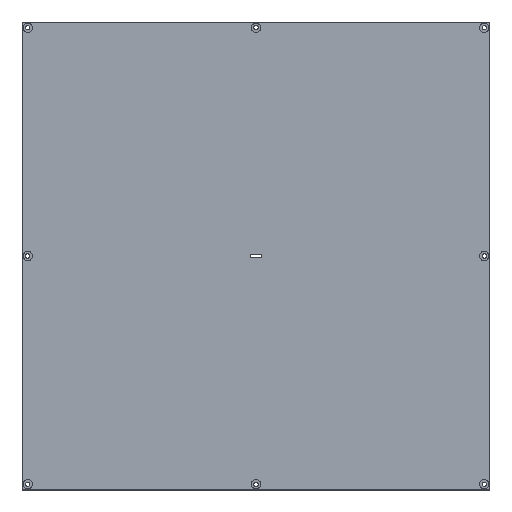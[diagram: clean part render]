
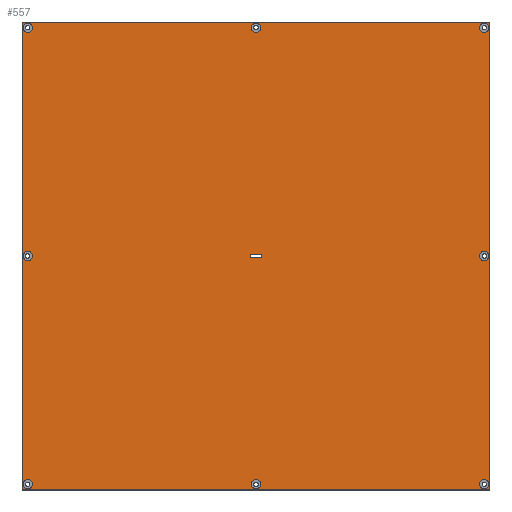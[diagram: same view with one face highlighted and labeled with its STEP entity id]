
A CAD part, top view. The second image highlights one B-rep face of the part: STEP entity #557.
In plain terms, the highlighted planar face has unit normal (0, 0, 1).
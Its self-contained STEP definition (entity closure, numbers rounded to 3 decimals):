
#23=FACE_BOUND('',#116,.T.);
#24=FACE_BOUND('',#117,.T.);
#25=FACE_BOUND('',#118,.T.);
#26=FACE_BOUND('',#119,.T.);
#27=FACE_BOUND('',#120,.T.);
#28=FACE_BOUND('',#121,.T.);
#29=FACE_BOUND('',#122,.T.);
#30=FACE_BOUND('',#123,.T.);
#31=FACE_BOUND('',#124,.T.);
#49=PLANE('',#629);
#73=FACE_OUTER_BOUND('',#115,.T.);
#115=EDGE_LOOP('',(#427,#428,#429,#430));
#116=EDGE_LOOP('',(#431));
#117=EDGE_LOOP('',(#432));
#118=EDGE_LOOP('',(#433));
#119=EDGE_LOOP('',(#434));
#120=EDGE_LOOP('',(#435));
#121=EDGE_LOOP('',(#436));
#122=EDGE_LOOP('',(#437));
#123=EDGE_LOOP('',(#438));
#124=EDGE_LOOP('',(#439,#440,#441,#442));
#159=LINE('',#913,#195);
#160=LINE('',#915,#196);
#161=LINE('',#917,#197);
#162=LINE('',#918,#198);
#163=LINE('',#921,#199);
#164=LINE('',#925,#200);
#195=VECTOR('',#751,10.);
#196=VECTOR('',#752,10.);
#197=VECTOR('',#753,10.);
#198=VECTOR('',#754,10.);
#199=VECTOR('',#755,10.);
#200=VECTOR('',#758,10.);
#223=CIRCLE('',#590,3.25);
#226=CIRCLE('',#595,3.25);
#229=CIRCLE('',#600,3.25);
#232=CIRCLE('',#605,3.25);
#235=CIRCLE('',#610,3.25);
#238=CIRCLE('',#615,3.25);
#241=CIRCLE('',#620,3.25);
#244=CIRCLE('',#625,3.25);
#247=CIRCLE('',#630,1.25);
#248=CIRCLE('',#631,1.25);
#259=VERTEX_POINT('',#839);
#262=VERTEX_POINT('',#848);
#265=VERTEX_POINT('',#857);
#268=VERTEX_POINT('',#866);
#271=VERTEX_POINT('',#875);
#274=VERTEX_POINT('',#884);
#277=VERTEX_POINT('',#893);
#280=VERTEX_POINT('',#902);
#283=VERTEX_POINT('',#911);
#284=VERTEX_POINT('',#912);
#285=VERTEX_POINT('',#914);
#286=VERTEX_POINT('',#916);
#287=VERTEX_POINT('',#919);
#288=VERTEX_POINT('',#920);
#289=VERTEX_POINT('',#922);
#290=VERTEX_POINT('',#924);
#307=EDGE_CURVE('',#259,#259,#223,.T.);
#311=EDGE_CURVE('',#262,#262,#226,.T.);
#315=EDGE_CURVE('',#265,#265,#229,.T.);
#319=EDGE_CURVE('',#268,#268,#232,.T.);
#323=EDGE_CURVE('',#271,#271,#235,.T.);
#327=EDGE_CURVE('',#274,#274,#238,.T.);
#331=EDGE_CURVE('',#277,#277,#241,.T.);
#335=EDGE_CURVE('',#280,#280,#244,.T.);
#339=EDGE_CURVE('',#283,#284,#159,.T.);
#340=EDGE_CURVE('',#285,#283,#160,.T.);
#341=EDGE_CURVE('',#286,#285,#161,.T.);
#342=EDGE_CURVE('',#284,#286,#162,.T.);
#343=EDGE_CURVE('',#287,#288,#163,.T.);
#344=EDGE_CURVE('',#289,#287,#247,.T.);
#345=EDGE_CURVE('',#290,#289,#164,.T.);
#346=EDGE_CURVE('',#288,#290,#248,.T.);
#427=ORIENTED_EDGE('',*,*,#339,.F.);
#428=ORIENTED_EDGE('',*,*,#340,.F.);
#429=ORIENTED_EDGE('',*,*,#341,.F.);
#430=ORIENTED_EDGE('',*,*,#342,.F.);
#431=ORIENTED_EDGE('',*,*,#307,.T.);
#432=ORIENTED_EDGE('',*,*,#311,.T.);
#433=ORIENTED_EDGE('',*,*,#315,.T.);
#434=ORIENTED_EDGE('',*,*,#319,.T.);
#435=ORIENTED_EDGE('',*,*,#323,.T.);
#436=ORIENTED_EDGE('',*,*,#327,.T.);
#437=ORIENTED_EDGE('',*,*,#331,.T.);
#438=ORIENTED_EDGE('',*,*,#335,.T.);
#439=ORIENTED_EDGE('',*,*,#343,.F.);
#440=ORIENTED_EDGE('',*,*,#344,.F.);
#441=ORIENTED_EDGE('',*,*,#345,.F.);
#442=ORIENTED_EDGE('',*,*,#346,.F.);
#557=ADVANCED_FACE('',(#73,#23,#24,#25,#26,#27,#28,#29,#30,#31),#49,.T.);
#590=AXIS2_PLACEMENT_3D('',#840,#663,#664);
#595=AXIS2_PLACEMENT_3D('',#849,#674,#675);
#600=AXIS2_PLACEMENT_3D('',#858,#685,#686);
#605=AXIS2_PLACEMENT_3D('',#867,#696,#697);
#610=AXIS2_PLACEMENT_3D('',#876,#707,#708);
#615=AXIS2_PLACEMENT_3D('',#885,#718,#719);
#620=AXIS2_PLACEMENT_3D('',#894,#729,#730);
#625=AXIS2_PLACEMENT_3D('',#903,#740,#741);
#629=AXIS2_PLACEMENT_3D('',#910,#749,#750);
#630=AXIS2_PLACEMENT_3D('',#923,#756,#757);
#631=AXIS2_PLACEMENT_3D('',#926,#759,#760);
#663=DIRECTION('center_axis',(0.,0.,-1.));
#664=DIRECTION('ref_axis',(-1.,0.,0.));
#674=DIRECTION('center_axis',(0.,0.,-1.));
#675=DIRECTION('ref_axis',(-1.,0.,0.));
#685=DIRECTION('center_axis',(0.,0.,-1.));
#686=DIRECTION('ref_axis',(-1.,0.,0.));
#696=DIRECTION('center_axis',(0.,0.,-1.));
#697=DIRECTION('ref_axis',(-1.,0.,0.));
#707=DIRECTION('center_axis',(0.,0.,-1.));
#708=DIRECTION('ref_axis',(-1.,0.,0.));
#718=DIRECTION('center_axis',(0.,0.,-1.));
#719=DIRECTION('ref_axis',(-1.,0.,0.));
#729=DIRECTION('center_axis',(0.,0.,-1.));
#730=DIRECTION('ref_axis',(-1.,0.,0.));
#740=DIRECTION('center_axis',(0.,0.,-1.));
#741=DIRECTION('ref_axis',(-1.,0.,0.));
#749=DIRECTION('center_axis',(0.,0.,1.));
#750=DIRECTION('ref_axis',(0.,1.,0.));
#751=DIRECTION('',(1.,0.,0.));
#752=DIRECTION('',(0.,1.,0.));
#753=DIRECTION('',(-1.,0.,0.));
#754=DIRECTION('',(0.,-1.,0.));
#755=DIRECTION('',(1.,0.,0.));
#756=DIRECTION('center_axis',(0.,0.,1.));
#757=DIRECTION('ref_axis',(0.,1.,0.));
#758=DIRECTION('',(-1.,0.,0.));
#759=DIRECTION('center_axis',(0.,0.,1.));
#760=DIRECTION('ref_axis',(0.,-1.,0.));
#839=CARTESIAN_POINT('',(7.25,164.,3.));
#840=CARTESIAN_POINT('Origin',(4.,164.,3.));
#848=CARTESIAN_POINT('',(7.25,324.,3.));
#849=CARTESIAN_POINT('Origin',(4.,324.,3.));
#857=CARTESIAN_POINT('',(167.25,324.,3.));
#858=CARTESIAN_POINT('Origin',(164.,324.,3.));
#866=CARTESIAN_POINT('',(327.25,324.,3.));
#867=CARTESIAN_POINT('Origin',(324.,324.,3.));
#875=CARTESIAN_POINT('',(327.25,164.,3.));
#876=CARTESIAN_POINT('Origin',(324.,164.,3.));
#884=CARTESIAN_POINT('',(327.25,4.,3.));
#885=CARTESIAN_POINT('Origin',(324.,4.,3.));
#893=CARTESIAN_POINT('',(167.25,4.,3.));
#894=CARTESIAN_POINT('Origin',(164.,4.,3.));
#902=CARTESIAN_POINT('',(7.25,4.,3.));
#903=CARTESIAN_POINT('Origin',(4.,4.,3.));
#910=CARTESIAN_POINT('Origin',(164.,164.,3.));
#911=CARTESIAN_POINT('',(0.,328.,3.));
#912=CARTESIAN_POINT('',(328.,328.,3.));
#913=CARTESIAN_POINT('',(164.,328.,3.));
#914=CARTESIAN_POINT('',(0.,0.,3.));
#915=CARTESIAN_POINT('',(0.,164.,3.));
#916=CARTESIAN_POINT('',(328.,0.,3.));
#917=CARTESIAN_POINT('',(164.,0.,3.));
#918=CARTESIAN_POINT('',(328.,164.,3.));
#919=CARTESIAN_POINT('',(161.25,162.75,3.));
#920=CARTESIAN_POINT('',(166.75,162.75,3.));
#921=CARTESIAN_POINT('',(165.375,162.75,3.));
#922=CARTESIAN_POINT('',(161.25,165.25,3.));
#923=CARTESIAN_POINT('Origin',(161.25,164.,3.));
#924=CARTESIAN_POINT('',(166.75,165.25,3.));
#925=CARTESIAN_POINT('',(162.625,165.25,3.));
#926=CARTESIAN_POINT('Origin',(166.75,164.,3.));
